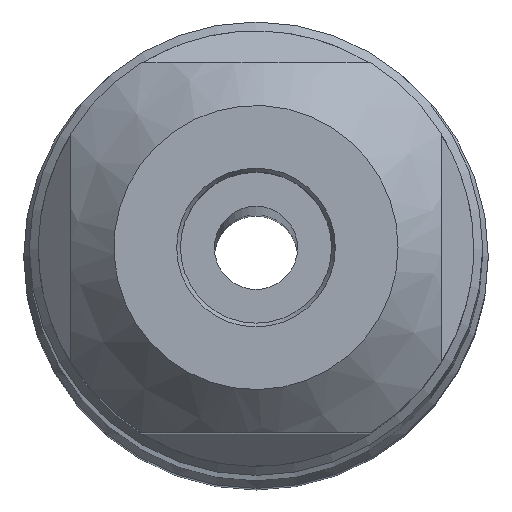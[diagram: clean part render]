
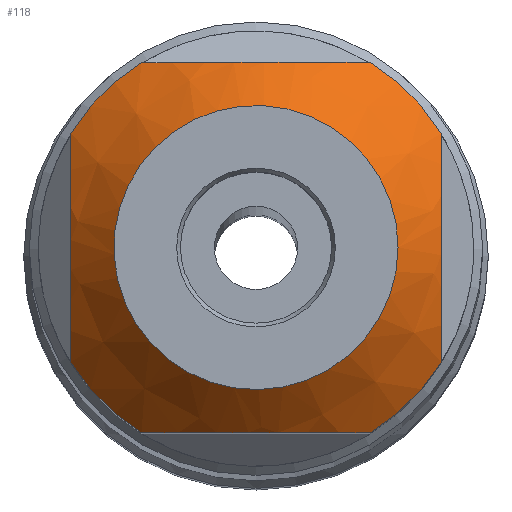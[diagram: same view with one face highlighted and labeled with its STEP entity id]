
A CAD part, top view. The second image highlights one B-rep face of the part: STEP entity #118.
In plain terms, the highlighted conical face has half-angle 45 degrees and reference radius 1.88 mm.
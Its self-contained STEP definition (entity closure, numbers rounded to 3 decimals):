
#82=CONICAL_SURFACE('',#546,1.88,45.);
#118=ADVANCED_FACE('',(#162,#163),#82,.T.);
#162=FACE_BOUND('',#218,.T.);
#163=FACE_BOUND('',#219,.T.);
#218=EDGE_LOOP('',(#288));
#219=EDGE_LOOP('',(#289,#290,#291,#292,#293,#294,#295,#296));
#288=ORIENTED_EDGE('',*,*,#399,.F.);
#289=ORIENTED_EDGE('',*,*,#415,.T.);
#290=ORIENTED_EDGE('',*,*,#416,.T.);
#291=ORIENTED_EDGE('',*,*,#417,.T.);
#292=ORIENTED_EDGE('',*,*,#403,.T.);
#293=ORIENTED_EDGE('',*,*,#418,.T.);
#294=ORIENTED_EDGE('',*,*,#408,.T.);
#295=ORIENTED_EDGE('',*,*,#419,.T.);
#296=ORIENTED_EDGE('',*,*,#413,.T.);
#359=VERTEX_POINT('',#793);
#362=VERTEX_POINT('',#801);
#363=VERTEX_POINT('',#808);
#366=VERTEX_POINT('',#817);
#367=VERTEX_POINT('',#824);
#370=VERTEX_POINT('',#833);
#371=VERTEX_POINT('',#840);
#372=VERTEX_POINT('',#844);
#373=VERTEX_POINT('',#851);
#399=EDGE_CURVE('',#359,#359,#447,.T.);
#403=EDGE_CURVE('',#363,#362,#473,.T.);
#408=EDGE_CURVE('',#367,#366,#474,.T.);
#413=EDGE_CURVE('',#371,#370,#475,.T.);
#415=EDGE_CURVE('',#370,#372,#448,.T.);
#416=EDGE_CURVE('',#372,#373,#476,.T.);
#417=EDGE_CURVE('',#373,#363,#449,.T.);
#418=EDGE_CURVE('',#362,#367,#450,.T.);
#419=EDGE_CURVE('',#366,#371,#451,.T.);
#447=CIRCLE('',#531,1.88);
#448=CIRCLE('',#542,2.88);
#449=CIRCLE('',#543,2.88);
#450=CIRCLE('',#544,2.88);
#451=CIRCLE('',#545,2.88);
#473=B_SPLINE_CURVE_WITH_KNOTS('',3,(#802,#803,#804,#805,#806,#807),
 .UNSPECIFIED.,.F.,.F.,(4,2,4),(0.,0.5,1.),.UNSPECIFIED.);
#474=B_SPLINE_CURVE_WITH_KNOTS('',3,(#818,#819,#820,#821,#822,#823),
 .UNSPECIFIED.,.F.,.F.,(4,2,4),(0.,0.5,1.),.UNSPECIFIED.);
#475=B_SPLINE_CURVE_WITH_KNOTS('',3,(#834,#835,#836,#837,#838,#839),
 .UNSPECIFIED.,.F.,.F.,(4,2,4),(0.,0.5,1.),.UNSPECIFIED.);
#476=B_SPLINE_CURVE_WITH_KNOTS('',3,(#845,#846,#847,#848,#849,#850),
 .UNSPECIFIED.,.F.,.F.,(4,2,4),(0.,0.5,1.),.UNSPECIFIED.);
#531=AXIS2_PLACEMENT_3D('',#792,#623,#624);
#542=AXIS2_PLACEMENT_3D('',#843,#654,#655);
#543=AXIS2_PLACEMENT_3D('',#852,#656,#657);
#544=AXIS2_PLACEMENT_3D('',#853,#658,#659);
#545=AXIS2_PLACEMENT_3D('',#854,#660,#661);
#546=AXIS2_PLACEMENT_3D('',#855,#662,#663);
#623=DIRECTION('',(0.,0.,1.));
#624=DIRECTION('',(1.,0.,0.));
#654=DIRECTION('',(0.,0.,1.));
#655=DIRECTION('',(-1.,0.,0.));
#656=DIRECTION('',(0.,0.,1.));
#657=DIRECTION('',(-1.,0.,0.));
#658=DIRECTION('',(0.,0.,1.));
#659=DIRECTION('',(-1.,0.,0.));
#660=DIRECTION('',(0.,0.,1.));
#661=DIRECTION('',(-1.,0.,0.));
#662=DIRECTION('',(0.,0.,-1.));
#663=DIRECTION('',(-1.,0.,0.));
#792=CARTESIAN_POINT('',(0.,0.,0.));
#793=CARTESIAN_POINT('',(1.88,0.,0.));
#801=CARTESIAN_POINT('',(-1.514,2.45,-1.));
#802=CARTESIAN_POINT('',(1.514,2.45,-1.));
#803=CARTESIAN_POINT('',(1.043,2.45,-0.752));
#804=CARTESIAN_POINT('',(0.528,2.45,-0.57));
#805=CARTESIAN_POINT('',(-0.527,2.45,-0.57));
#806=CARTESIAN_POINT('',(-1.043,2.45,-0.752));
#807=CARTESIAN_POINT('',(-1.514,2.45,-1.));
#808=CARTESIAN_POINT('',(1.514,2.45,-1.));
#817=CARTESIAN_POINT('',(-2.45,-1.514,-1.));
#818=CARTESIAN_POINT('',(-2.45,1.514,-1.));
#819=CARTESIAN_POINT('',(-2.45,1.043,-0.752));
#820=CARTESIAN_POINT('',(-2.45,0.527,-0.57));
#821=CARTESIAN_POINT('',(-2.45,-0.528,-0.57));
#822=CARTESIAN_POINT('',(-2.45,-1.043,-0.752));
#823=CARTESIAN_POINT('',(-2.45,-1.514,-1.));
#824=CARTESIAN_POINT('',(-2.45,1.514,-1.));
#833=CARTESIAN_POINT('',(1.514,-2.45,-1.));
#834=CARTESIAN_POINT('',(-1.514,-2.45,-1.));
#835=CARTESIAN_POINT('',(-1.043,-2.45,-0.752));
#836=CARTESIAN_POINT('',(-0.527,-2.45,-0.57));
#837=CARTESIAN_POINT('',(0.528,-2.45,-0.57));
#838=CARTESIAN_POINT('',(1.043,-2.45,-0.752));
#839=CARTESIAN_POINT('',(1.514,-2.45,-1.));
#840=CARTESIAN_POINT('',(-1.514,-2.45,-1.));
#843=CARTESIAN_POINT('',(0.,0.,-1.));
#844=CARTESIAN_POINT('',(2.45,-1.514,-1.));
#845=CARTESIAN_POINT('',(2.45,-1.514,-1.));
#846=CARTESIAN_POINT('',(2.45,-1.043,-0.752));
#847=CARTESIAN_POINT('',(2.45,-0.528,-0.57));
#848=CARTESIAN_POINT('',(2.45,0.527,-0.57));
#849=CARTESIAN_POINT('',(2.45,1.043,-0.752));
#850=CARTESIAN_POINT('',(2.45,1.514,-1.));
#851=CARTESIAN_POINT('',(2.45,1.514,-1.));
#852=CARTESIAN_POINT('',(0.,0.,-1.));
#853=CARTESIAN_POINT('',(0.,0.,-1.));
#854=CARTESIAN_POINT('',(0.,0.,-1.));
#855=CARTESIAN_POINT('',(0.,0.,0.));
